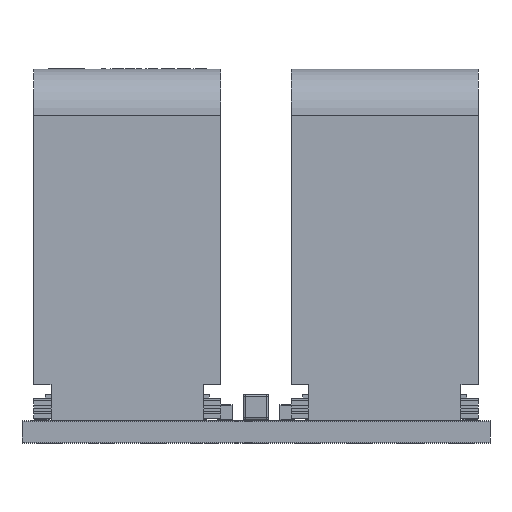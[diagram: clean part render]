
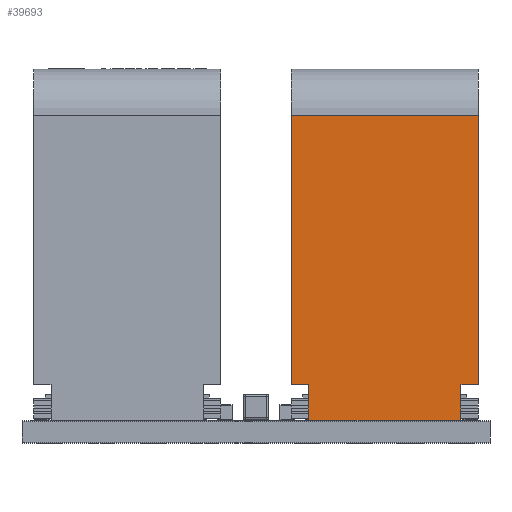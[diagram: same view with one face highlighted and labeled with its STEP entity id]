
A CAD part, front view. The second image highlights one B-rep face of the part: STEP entity #39693.
In plain terms, the highlighted planar face has unit normal (0, -1, 0).
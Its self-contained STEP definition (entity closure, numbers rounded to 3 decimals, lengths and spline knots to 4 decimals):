
#3433=FACE_OUTER_BOUND('',#6097,.T.);
#6097=EDGE_LOOP('',(#30959,#30960,#30961,#30962,#30963,#30964,#30965,#30966));
#10005=LINE('',#61543,#14532);
#10013=LINE('',#61561,#14540);
#10014=LINE('',#61562,#14541);
#10015=LINE('',#61564,#14542);
#10016=LINE('',#61566,#14543);
#10017=LINE('',#61568,#14544);
#10018=LINE('',#61570,#14545);
#10019=LINE('',#61571,#14546);
#14532=VECTOR('',#49775,1000.);
#14540=VECTOR('',#49787,1000.);
#14541=VECTOR('',#49788,1000.);
#14542=VECTOR('',#49789,1000.);
#14543=VECTOR('',#49790,1000.);
#14544=VECTOR('',#49791,1000.);
#14545=VECTOR('',#49792,1000.);
#14546=VECTOR('',#49793,1000.);
#18311=VERTEX_POINT('',#61541);
#18312=VERTEX_POINT('',#61542);
#18319=VERTEX_POINT('',#61559);
#18320=VERTEX_POINT('',#61560);
#18321=VERTEX_POINT('',#61563);
#18322=VERTEX_POINT('',#61565);
#18323=VERTEX_POINT('',#61567);
#18324=VERTEX_POINT('',#61569);
#22735=EDGE_CURVE('',#18311,#18312,#10005,.T.);
#22743=EDGE_CURVE('',#18319,#18320,#10013,.T.);
#22744=EDGE_CURVE('',#18311,#18319,#10014,.T.);
#22745=EDGE_CURVE('',#18321,#18312,#10015,.T.);
#22746=EDGE_CURVE('',#18321,#18322,#10016,.T.);
#22747=EDGE_CURVE('',#18323,#18322,#10017,.T.);
#22748=EDGE_CURVE('',#18324,#18323,#10018,.T.);
#22749=EDGE_CURVE('',#18324,#18320,#10019,.T.);
#30959=ORIENTED_EDGE('',*,*,#22743,.F.);
#30960=ORIENTED_EDGE('',*,*,#22744,.F.);
#30961=ORIENTED_EDGE('',*,*,#22735,.T.);
#30962=ORIENTED_EDGE('',*,*,#22745,.F.);
#30963=ORIENTED_EDGE('',*,*,#22746,.T.);
#30964=ORIENTED_EDGE('',*,*,#22747,.F.);
#30965=ORIENTED_EDGE('',*,*,#22748,.F.);
#30966=ORIENTED_EDGE('',*,*,#22749,.T.);
#37712=PLANE('',#42619);
#39693=ADVANCED_FACE('',(#3433),#37712,.T.);
#42619=AXIS2_PLACEMENT_3D('',#61558,#49785,#49786);
#49775=DIRECTION('',(1.,0.,0.));
#49785=DIRECTION('center_axis',(0.,-1.,0.));
#49786=DIRECTION('ref_axis',(1.,0.,0.));
#49787=DIRECTION('',(-1.,0.,0.));
#49788=DIRECTION('',(0.,0.,1.));
#49789=DIRECTION('',(0.,0.,-1.));
#49790=DIRECTION('',(1.,0.,0.));
#49791=DIRECTION('',(0.,0.,-1.));
#49792=DIRECTION('',(1.,0.,0.));
#49793=DIRECTION('',(0.,0.,-1.));
#61541=CARTESIAN_POINT('',(1.12,-4.035,0.5));
#61542=CARTESIAN_POINT('',(4.38,-4.035,0.5));
#61543=CARTESIAN_POINT('',(0.75,-4.035,0.5));
#61558=CARTESIAN_POINT('Origin',(0.75,-4.035,0.5));
#61559=CARTESIAN_POINT('',(1.12,-4.035,1.25));
#61560=CARTESIAN_POINT('',(0.75,-4.035,1.25));
#61561=CARTESIAN_POINT('',(1.12,-4.035,1.25));
#61562=CARTESIAN_POINT('',(1.12,-4.035,0.5));
#61563=CARTESIAN_POINT('',(4.38,-4.035,1.25));
#61564=CARTESIAN_POINT('',(4.38,-4.035,1.25));
#61565=CARTESIAN_POINT('',(4.75,-4.035,1.25));
#61566=CARTESIAN_POINT('',(4.38,-4.035,1.25));
#61567=CARTESIAN_POINT('',(4.75,-4.035,7.));
#61568=CARTESIAN_POINT('',(4.75,-4.035,0.5));
#61569=CARTESIAN_POINT('',(0.75,-4.035,7.));
#61570=CARTESIAN_POINT('',(0.75,-4.035,7.));
#61571=CARTESIAN_POINT('',(0.75,-4.035,0.5));
